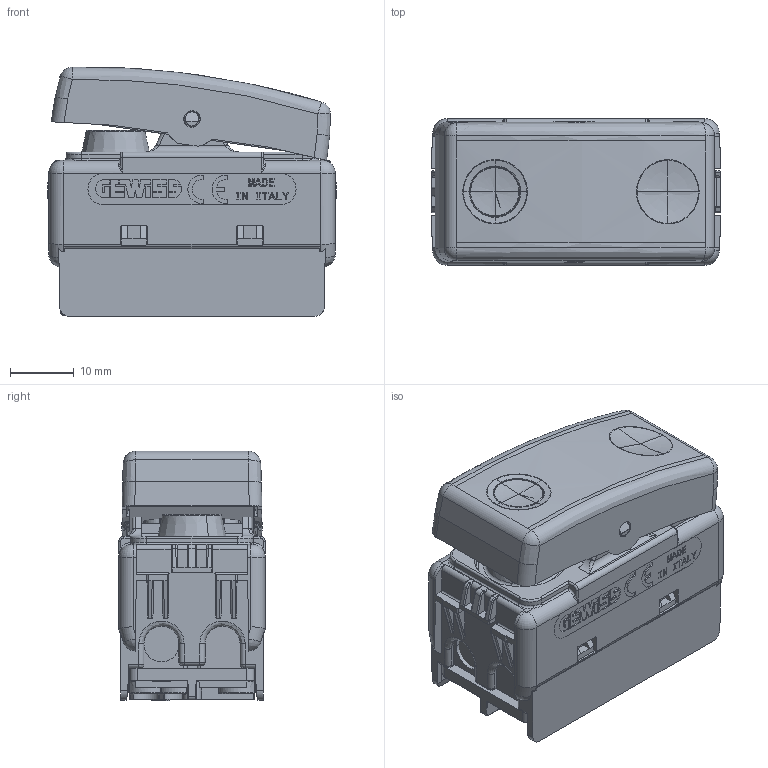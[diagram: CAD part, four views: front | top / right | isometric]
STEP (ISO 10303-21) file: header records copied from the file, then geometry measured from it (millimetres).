
FILE_DESCRIPTION(('CATIA V5 STEP Exchange','CAx-IF Rec.Pracs.--- Model Styling and Organization---1.4--- 2014-01-23'),'2;1');
FILE_NAME('GW20572 - INTERRUTTORE 1P-16 AX LUMINOSO.stp','2019-11-27T16:17:31+00:00',('none'),('none'),'CATIA Version 5-6 Release 2016 SP4','CATIA V5 STEP AP214','none');
FILE_SCHEMA(('AUTOMOTIVE_DESIGN { 1 0 10303 214 1 1 1 1 }'));
Products named in the file (7): ASS.INTERRUTTORE SYSTEM; CUSTODIA INTERRUTTORE-PULSANTE; Product1; TASTO COMANDO SYSTEM WHITE.1; GEMMA SYSTEM; NUOVA PROPOSTA; ASS.CONTATTO FISSO CENTRALE SYSTEM-ECO
Assembly tree (6 placements, depth 3):
  ASS.INTERRUTTORE SYSTEM
    CUSTODIA INTERRUTTORE-PULSANTE
    Product1
      TASTO COMANDO SYSTEM WHITE.1
      GEMMA SYSTEM
    NUOVA PROPOSTA
    ASS.CONTATTO FISSO CENTRALE SYSTEM-ECO
Bounding box: 45.4 x 23 x 39.27 mm (x, y, z)
Volume: 40044.5 mm3; surface area: 22159.9 mm2
Topology: 4 solids, 7 shells, 2749 faces, 7491 edges, 4700 vertices
Faces by surface type: plane 1563, cylinder 573, bspline 335, torus 123, cone 78, sphere 77
Entity records: 100075 total; most frequent: CARTESIAN_POINT 38676, ORIENTED_EDGE 14756, DIRECTION 9154, EDGE_CURVE 7378, VERTEX_POINT 4700, VECTOR 4533, LINE 4533, EDGE_LOOP 2816
